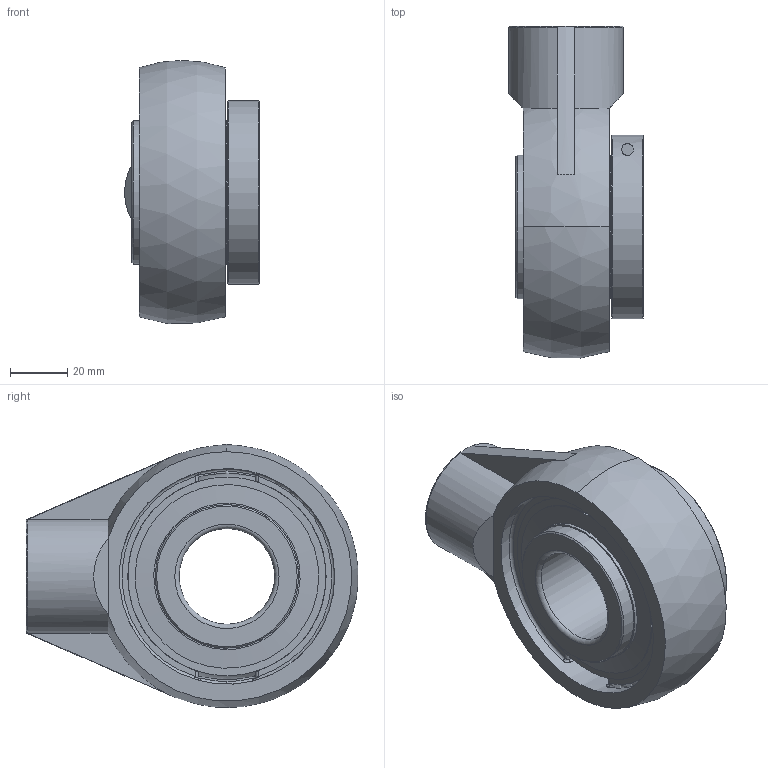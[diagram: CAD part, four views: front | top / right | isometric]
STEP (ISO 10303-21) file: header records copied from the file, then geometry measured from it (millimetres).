
FILE_DESCRIPTION(('HOOPS Exchange Step'),'2;1');
FILE_NAME('export-2198BE4E-E84D-454E-B08A-73B31C042EBF.stp','2020-05-27T09:39:55-07:00',('dkerr'),('Alibre'),'HOOPS Exchange 2020.0','Alibre','Unknown authorisation');
FILE_SCHEMA( ('AP242_MANAGED_MODEL_BASED_3D_ENGINEERING_MIM_LF {1 0 10303 442 1 1 4 }') );
Length unit declared in the file: inch
Products named in the file (8): MRN SHAM L4L 207; MRN SUE 207-21 L4L (1.3125) (Race); MRN SUE 207 L4L (Shield); MRN SUE 207 L4L (Ball); MRN SUE 207 L4L (Lock Ring); MRN SUE 207 L4L (Bolt); MRN SUE 207-21 L4L (1.3125); MRN SUESHAM 207-21 L4L (1.3125inch)
Assembly tree (8 placements, depth 3):
  MRN SUESHAM 207-21 L4L (1.3125inch)
    MRN SHAM L4L 207
    MRN SUE 207-21 L4L (1.3125)
      MRN SUE 207-21 L4L (1.3125) (Race)
      MRN SUE 207 L4L (Shield)  x2
      MRN SUE 207 L4L (Ball)
      MRN SUE 207 L4L (Lock Ring)
      MRN SUE 207 L4L (Bolt)
Bounding box: 46.86 x 115.66 x 91.71 mm (x, y, z)
Volume: 176054.7 mm3; surface area: 67214.2 mm2
Topology: 16 solids, 16 shells, 200 faces, 558 edges, 371 vertices
Faces by surface type: plane 70, cylinder 51, cone 33, torus 24, sphere 18, bspline 4
Full cylindrical faces by diameter (mm): 4.134 x1, 4.137 x1, 5.8 x1, 8.5 x1, 19.05 x1, 33.337 x1, 50 x4, 51.016 x2, 62 x2, 64 x2, 75.166 x2, 80.35 x1
Entity records: 10116 total; most frequent: CARTESIAN_POINT 4949, DIRECTION 1097, ORIENTED_EDGE 1026, EDGE_CURVE 513, AXIS2_PLACEMENT_3D 460, VERTEX_POINT 357, CIRCLE 245, EDGE_LOOP 212
